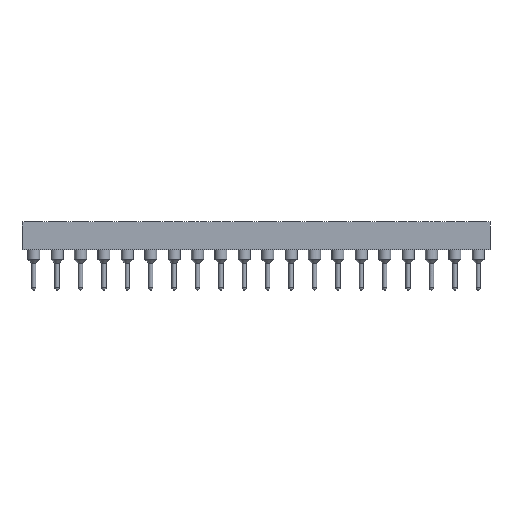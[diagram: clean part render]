
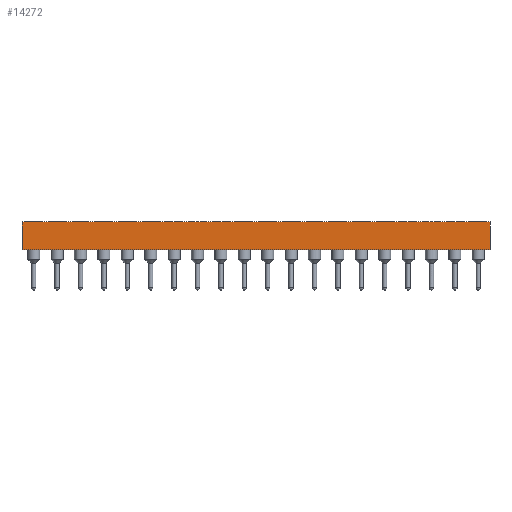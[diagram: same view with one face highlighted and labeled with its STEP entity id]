
A CAD part, front view. The second image highlights one B-rep face of the part: STEP entity #14272.
In plain terms, the highlighted planar face has unit normal (0, -1, 0).
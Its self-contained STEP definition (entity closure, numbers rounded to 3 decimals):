
#14272=ADVANCED_FACE('',(#26845),#26847,.T.);
#26845=FACE_BOUND('',#26846,.T.);
#26846=EDGE_LOOP('',(#33721,#33722,#33723,#33724));
#26847=PLANE('',#26848);
#26848=AXIS2_PLACEMENT_3D('',#26849,#26850,#26851);
#26849=CARTESIAN_POINT('',(1.27,-1.27,1.5));
#26850=DIRECTION('',(0.,-1.,0.));
#26851=DIRECTION('',(0.,0.,1.));
#33721=ORIENTED_EDGE('',*,*,#36902,.F.);
#33722=ORIENTED_EDGE('',*,*,#36809,.F.);
#33723=ORIENTED_EDGE('',*,*,#36901,.T.);
#33724=ORIENTED_EDGE('',*,*,#36903,.T.);
#36809=EDGE_CURVE('',#41596,#41598,#41599,.T.);
#36901=EDGE_CURVE('',#41596,#41766,#41768,.T.);
#36902=EDGE_CURVE('',#41598,#41769,#41770,.T.);
#36903=EDGE_CURVE('',#41766,#41769,#41771,.T.);
#41596=VERTEX_POINT('',#59348);
#41598=VERTEX_POINT('',#59352);
#41599=LINE('',#59353,#59354);
#41766=VERTEX_POINT('',#59743);
#41768=LINE('',#59747,#59748);
#41769=VERTEX_POINT('',#59750);
#41770=LINE('',#59751,#59752);
#41771=LINE('',#59754,#59755);
#59348=CARTESIAN_POINT('',(49.53,-1.27,1.5));
#59352=CARTESIAN_POINT('',(-1.27,-1.27,1.5));
#59353=CARTESIAN_POINT('',(49.53,-1.27,1.5));
#59354=VECTOR('',#59355,1.);
#59355=DIRECTION('',(-1.,0.,0.));
#59743=CARTESIAN_POINT('',(49.53,-1.27,4.5));
#59747=CARTESIAN_POINT('',(49.53,-1.27,1.5));
#59748=VECTOR('',#59749,1.);
#59749=DIRECTION('',(0.,0.,1.));
#59750=CARTESIAN_POINT('',(-1.27,-1.27,4.5));
#59751=CARTESIAN_POINT('',(-1.27,-1.27,1.5));
#59752=VECTOR('',#59753,1.);
#59753=DIRECTION('',(0.,0.,1.));
#59754=CARTESIAN_POINT('',(49.53,-1.27,4.5));
#59755=VECTOR('',#59756,1.);
#59756=DIRECTION('',(-1.,0.,0.));
